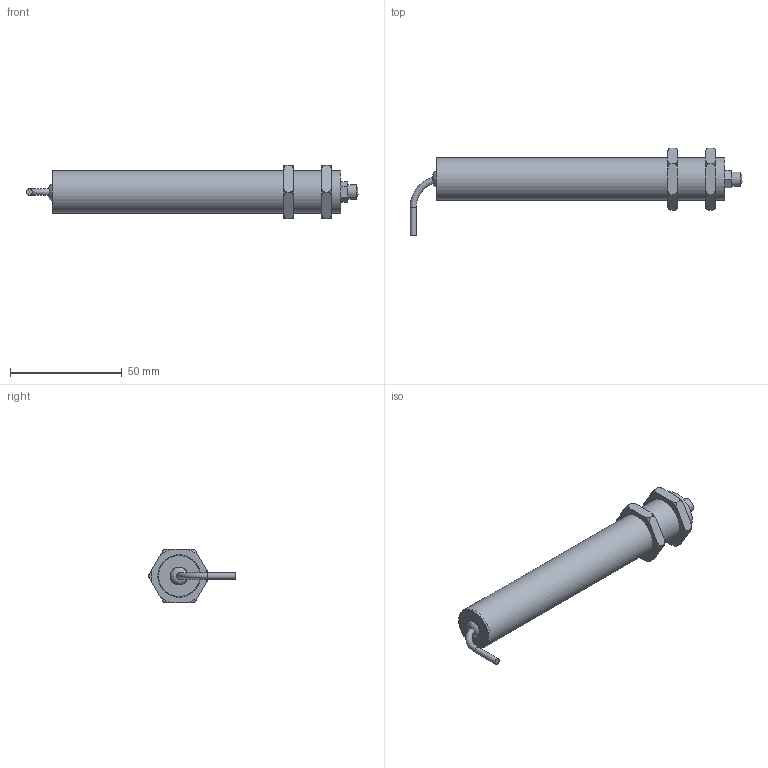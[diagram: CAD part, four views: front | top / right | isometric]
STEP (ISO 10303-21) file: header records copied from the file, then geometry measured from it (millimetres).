
FILE_DESCRIPTION (( 'STEP AP214' ), '1' );
FILE_NAME ('LRSE18-050A-00-10A_retracted.STEP', '2020-04-15T18:20:23', ( '' ), ( '' ), 'SwSTEP 2.0', 'SolidWorks 2019', '' );
FILE_SCHEMA (( 'AUTOMOTIVE_DESIGN' ));
Length unit declared in the file: inch
Products named in the file (1): LRSE18-050A-00-10A_retracted
Bounding box: 148.75 x 39.26 x 24 mm (x, y, z)
Volume: 18453.5 mm3; surface area: 22161.8 mm2
Topology: 12 solids, 12 shells, 126 faces, 274 edges, 181 vertices
Faces by surface type: plane 52, bspline 35, cylinder 29, cone 10
Full cylindrical faces by diameter (mm): 2.375 x1, 2.769 x3, 2.845 x1, 4.775 x2, 5.537 x1, 6.35 x1, 6.629 x1, 7.785 x1, 12.7 x1, 15.748 x1, 15.85 x1, 15.875 x1, 16.51 x2, 16.9 x2, 17.399 x2, 17.78 x1, 18.034 x1, 18.415 x2, 19.05 x1
Entity records: 4901 total; most frequent: CARTESIAN_POINT 2467, ORIENTED_EDGE 442, DIRECTION 377, EDGE_CURVE 221, EDGE_LOOP 189, VERTEX_POINT 170, AXIS2_PLACEMENT_3D 160, FACE_OUTER_BOUND 158
